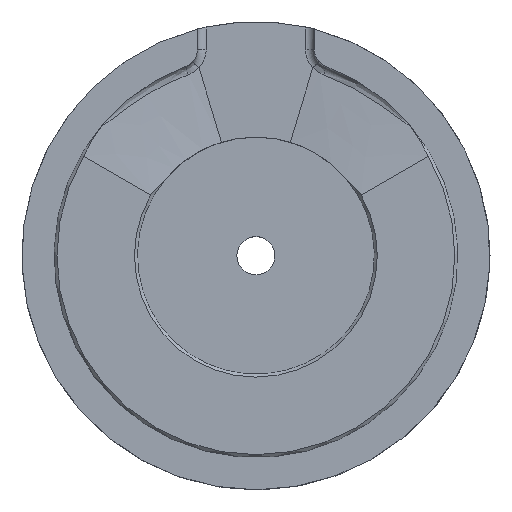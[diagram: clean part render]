
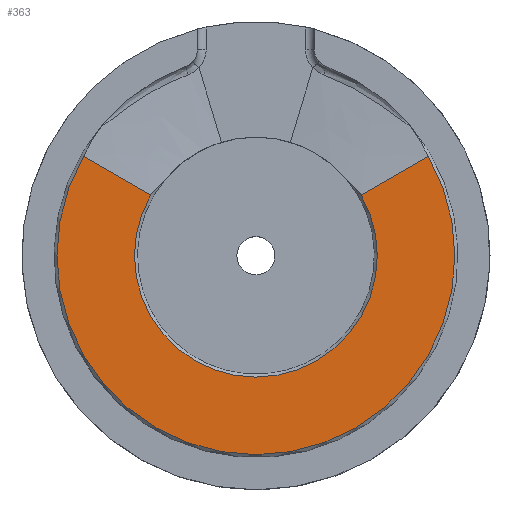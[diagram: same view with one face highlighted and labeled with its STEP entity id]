
A CAD part, top view. The second image highlights one B-rep face of the part: STEP entity #363.
In plain terms, the highlighted planar face has unit normal (0, 0, 1).
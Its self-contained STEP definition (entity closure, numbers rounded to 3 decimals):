
#23=PLANE('',#404);
#55=FACE_OUTER_BOUND('',#79,.T.);
#79=EDGE_LOOP('',(#330,#331,#332,#333));
#107=LINE('',#710,#115);
#111=LINE('',#825,#119);
#115=VECTOR('',#430,13.25);
#119=VECTOR('',#460,13.25);
#138=CIRCLE('',#393,34.);
#141=CIRCLE('',#398,20.75);
#159=VERTEX_POINT('',#704);
#160=VERTEX_POINT('',#709);
#174=VERTEX_POINT('',#819);
#175=VERTEX_POINT('',#824);
#199=EDGE_CURVE('',#160,#159,#107,.T.);
#220=EDGE_CURVE('',#175,#174,#111,.T.);
#226=EDGE_CURVE('',#174,#160,#138,.T.);
#229=EDGE_CURVE('',#175,#159,#141,.F.);
#330=ORIENTED_EDGE('',*,*,#226,.T.);
#331=ORIENTED_EDGE('',*,*,#199,.T.);
#332=ORIENTED_EDGE('',*,*,#229,.F.);
#333=ORIENTED_EDGE('',*,*,#220,.T.);
#363=ADVANCED_FACE('',(#55),#23,.T.);
#393=AXIS2_PLACEMENT_3D('',#949,#467,#468);
#398=AXIS2_PLACEMENT_3D('',#954,#477,#478);
#404=AXIS2_PLACEMENT_3D('',#963,#489,#490);
#430=DIRECTION('',(-0.866,-0.5,0.));
#460=DIRECTION('',(-0.866,0.5,0.));
#467=DIRECTION('center_axis',(0.,0.,1.));
#468=DIRECTION('ref_axis',(0.,-1.,0.));
#477=DIRECTION('center_axis',(0.,0.,-1.));
#478=DIRECTION('ref_axis',(-1.,0.,0.));
#489=DIRECTION('center_axis',(0.,0.,1.));
#490=DIRECTION('ref_axis',(1.,0.,0.));
#704=CARTESIAN_POINT('',(17.97,10.375,10.));
#709=CARTESIAN_POINT('',(29.445,17.,10.));
#710=CARTESIAN_POINT('',(29.878,17.25,10.));
#819=CARTESIAN_POINT('',(-29.445,17.,10.));
#824=CARTESIAN_POINT('',(-17.97,10.375,10.));
#825=CARTESIAN_POINT('',(-17.537,10.125,10.));
#949=CARTESIAN_POINT('Origin',(0.,0.,10.));
#954=CARTESIAN_POINT('Origin',(0.,0.,10.));
#963=CARTESIAN_POINT('Origin',(0.,-8.423,
10.));
